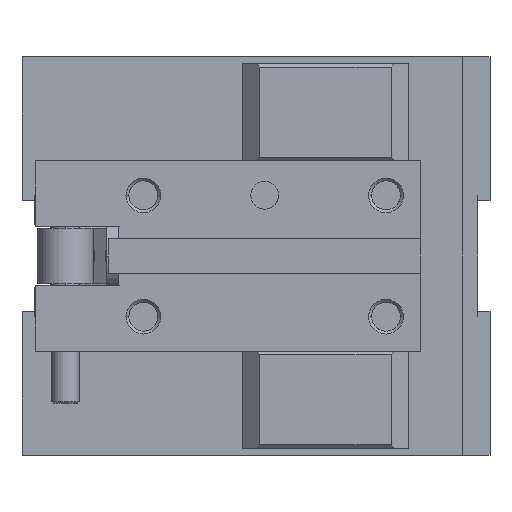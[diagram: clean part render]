
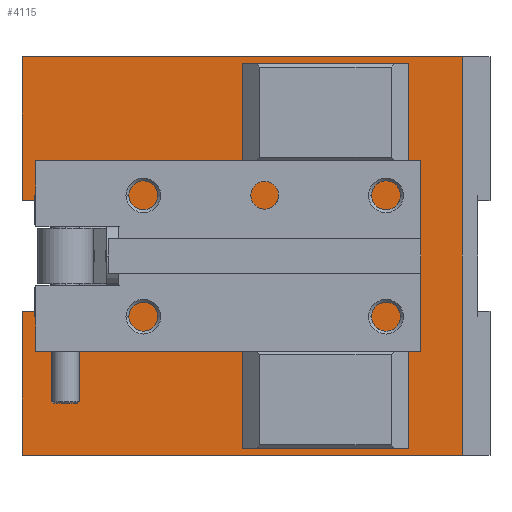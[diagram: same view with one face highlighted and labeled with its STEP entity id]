
A CAD part, left-side view. The second image highlights one B-rep face of the part: STEP entity #4115.
In plain terms, the highlighted planar face has unit normal (-1, 0, 0).
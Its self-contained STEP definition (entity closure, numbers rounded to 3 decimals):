
#2039 = VERTEX_POINT( '', #5620 );
#2055 = EDGE_CURVE( '', #2279, #3619, #5637, .T. );
#2077 = VERTEX_POINT( '', #5661 );
#2183 = EDGE_CURVE( '', #5255, #5151, #5778, .T. );
#2205 = EDGE_CURVE( '', #2387, #2279, #5802, .T. );
#2279 = VERTEX_POINT( '', #5883 );
#2317 = EDGE_CURVE( '', #4027, #4885, #5932, .T. );
#2387 = VERTEX_POINT( '', #6011 );
#2545 = EDGE_CURVE( '', #2039, #4123, #6198, .T. );
#2679 = EDGE_CURVE( '', #2915, #2077, #6342, .T. );
#2765 = EDGE_CURVE( '', #2915, #4873, #6432, .T. );
#2829 = EDGE_CURVE( '', #3671, #4151, #6511, .T. );
#2891 = VERTEX_POINT( '', #6582 );
#2915 = VERTEX_POINT( '', #6609 );
#3015 = VERTEX_POINT( '', #6720 );
#3139 = EDGE_CURVE( '', #2077, #3947, #6859, .T. );
#3299 = VERTEX_POINT( '', #7039 );
#3397 = EDGE_CURVE( '', #5131, #2891, #7151, .T. );
#3447 = EDGE_CURVE( '', #5131, #5359, #7204, .T. );
#3517 = EDGE_CURVE( '', #3299, #2039, #7280, .T. );
#3565 = EDGE_CURVE( '', #3015, #5359, #7337, .T. );
#3619 = VERTEX_POINT( '', #7396 );
#3671 = VERTEX_POINT( '', #7454 );
#3947 = VERTEX_POINT( '', #7749 );
#4027 = VERTEX_POINT( '', #7838 );
#4115 = ADVANCED_FACE( '', ( #7936, #7937, #7938 ), #7939, .T. );
#4123 = VERTEX_POINT( '', #7947 );
#4151 = VERTEX_POINT( '', #7977 );
#4345 = EDGE_CURVE( '', #4885, #5151, #8191, .T. );
#4529 = EDGE_CURVE( '', #4027, #5255, #8407, .T. );
#4745 = EDGE_CURVE( '', #4123, #2387, #8658, .T. );
#4805 = EDGE_CURVE( '', #3619, #3671, #8726, .T. );
#4845 = EDGE_CURVE( '', #2891, #3299, #8769, .T. );
#4867 = EDGE_CURVE( '', #4873, #3947, #8794, .T. );
#4873 = VERTEX_POINT( '', #8801 );
#4885 = VERTEX_POINT( '', #8814 );
#5131 = VERTEX_POINT( '', #9085 );
#5137 = EDGE_CURVE( '', #4151, #3015, #9091, .T. );
#5151 = VERTEX_POINT( '', #9108 );
#5255 = VERTEX_POINT( '', #9227 );
#5359 = VERTEX_POINT( '', #9340 );
#5620 = CARTESIAN_POINT( '', ( -50., 131.5, 9. ) );
#5637 = LINE( '', #9766, #9767 );
#5661 = CARTESIAN_POINT( '', ( -50., 23.5, -55.5 ) );
#5778 = LINE( '', #9965, #9966 );
#5802 = LINE( '', #10000, #10001 );
#5883 = CARTESIAN_POINT( '', ( -50., 131.5, -9. ) );
#5932 = LINE( '', #10216, #10217 );
#6011 = CARTESIAN_POINT( '', ( -50., 83., -9. ) );
#6198 = LINE( '', #10567, #10568 );
#6342 = LINE( '', #10787, #10788 );
#6432 = LINE( '', #10917, #10918 );
#6511 = LINE( '', #11042, #11043 );
#6582 = CARTESIAN_POINT( '', ( -50., 135., 16.008 ) );
#6609 = CARTESIAN_POINT( '', ( -50., 23.5, -27.5 ) );
#6720 = CARTESIAN_POINT( '', ( -50., 8.01, -57.5 ) );
#6859 = LINE( '', #11531, #11532 );
#7039 = CARTESIAN_POINT( '', ( -50., 131.5, 16.008 ) );
#7151 = LINE( '', #11948, #11949 );
#7204 = LINE( '', #12024, #12025 );
#7280 = LINE( '', #12128, #12129 );
#7337 = LINE( '', #12206, #12207 );
#7396 = CARTESIAN_POINT( '', ( -50., 131.5, -16.008 ) );
#7454 = CARTESIAN_POINT( '', ( -50., 135., -16.008 ) );
#7749 = CARTESIAN_POINT( '', ( -50., 71.5, -55.5 ) );
#7838 = CARTESIAN_POINT( '', ( -50., 23.5, 55.5 ) );
#7936 = FACE_OUTER_BOUND( '', #13058, .T. );
#7937 = FACE_BOUND( '', #13059, .T. );
#7938 = FACE_BOUND( '', #13060, .T. );
#7939 = PLANE( '', #13061 );
#7947 = CARTESIAN_POINT( '', ( -50., 83., 9. ) );
#7977 = CARTESIAN_POINT( '', ( -50., 135., -57.5 ) );
#8191 = LINE( '', #13408, #13409 );
#8407 = LINE( '', #13719, #13720 );
#8658 = LINE( '', #14052, #14053 );
#8726 = LINE( '', #14140, #14141 );
#8769 = LINE( '', #14201, #14202 );
#8794 = LINE( '', #14234, #14235 );
#8801 = CARTESIAN_POINT( '', ( -50., 71.5, -27.5 ) );
#8814 = CARTESIAN_POINT( '', ( -50., 71.5, 55.5 ) );
#9085 = CARTESIAN_POINT( '', ( -50., 135., 57.5 ) );
#9091 = LINE( '', #14663, #14664 );
#9108 = CARTESIAN_POINT( '', ( -50., 71.5, 27.5 ) );
#9227 = CARTESIAN_POINT( '', ( -50., 23.5, 27.5 ) );
#9340 = CARTESIAN_POINT( '', ( -50., 8.01, 57.5 ) );
#9766 = CARTESIAN_POINT( '', ( -50., 131.5, 28.75 ) );
#9767 = VECTOR( '', #15285, 1. );
#9965 = CARTESIAN_POINT( '', ( -50., 0., 27.5 ) );
#9966 = VECTOR( '', #15453, 1. );
#10000 = CARTESIAN_POINT( '', ( -50., 53.25, -9. ) );
#10001 = VECTOR( '', #15482, 1. );
#10216 = CARTESIAN_POINT( '', ( -50., 0., 55.5 ) );
#10217 = VECTOR( '', #15646, 1. );
#10567 = CARTESIAN_POINT( '', ( -50., 79.25, 9. ) );
#10568 = VECTOR( '', #15998, 1. );
#10787 = CARTESIAN_POINT( '', ( -50., 23.5, 57.5 ) );
#10788 = VECTOR( '', #16133, 1. );
#10917 = CARTESIAN_POINT( '', ( -50., 0., -27.5 ) );
#10918 = VECTOR( '', #16212, 1. );
#11042 = CARTESIAN_POINT( '', ( -50., 135., 57.5 ) );
#11043 = VECTOR( '', #16340, 1. );
#11531 = CARTESIAN_POINT( '', ( -50., 0., -55.5 ) );
#11532 = VECTOR( '', #16749, 1. );
#11948 = CARTESIAN_POINT( '', ( -50., 135., 57.5 ) );
#11949 = VECTOR( '', #17123, 1. );
#12024 = CARTESIAN_POINT( '', ( -50., 135., 57.5 ) );
#12025 = VECTOR( '', #17182, 1. );
#12128 = CARTESIAN_POINT( '', ( -50., 131.5, 28.75 ) );
#12129 = VECTOR( '', #17240, 1. );
#12206 = CARTESIAN_POINT( '', ( -50., 8.01, 28.75 ) );
#12207 = VECTOR( '', #17317, 1. );
#13058 = EDGE_LOOP( '', ( #17918, #17919, #17920, #17921, #17922, #17923, #17924, #17925, #17926, #17927, #17928, #17929 ) );
#13059 = EDGE_LOOP( '', ( #17930, #17931, #17932, #17933 ) );
#13060 = EDGE_LOOP( '', ( #17934, #17935, #17936, #17937 ) );
#13061 = AXIS2_PLACEMENT_3D( '', #17938, #17939, #17940 );
#13408 = CARTESIAN_POINT( '', ( -50., 71.5, 57.5 ) );
#13409 = VECTOR( '', #18210, 1. );
#13719 = CARTESIAN_POINT( '', ( -50., 23.5, 57.5 ) );
#13720 = VECTOR( '', #18488, 1. );
#14052 = CARTESIAN_POINT( '', ( -50., 83., 33.25 ) );
#14053 = VECTOR( '', #18819, 1. );
#14140 = CARTESIAN_POINT( '', ( -50., 133.25, -16.008 ) );
#14141 = VECTOR( '', #18909, 1. );
#14201 = CARTESIAN_POINT( '', ( -50., 133.25, 16.008 ) );
#14202 = VECTOR( '', #18960, 1. );
#14234 = CARTESIAN_POINT( '', ( -50., 71.5, 57.5 ) );
#14235 = VECTOR( '', #19002, 1. );
#14663 = CARTESIAN_POINT( '', ( -50., 23.5, -57.5 ) );
#14664 = VECTOR( '', #19322, 1. );
#15285 = DIRECTION( '', ( 0., 0., -1. ) );
#15453 = DIRECTION( '', ( 0., 1., 0. ) );
#15482 = DIRECTION( '', ( 0., 1., 0. ) );
#15646 = DIRECTION( '', ( 0., 1., 0. ) );
#15998 = DIRECTION( '', ( 0., -1., 0. ) );
#16133 = DIRECTION( '', ( 0., 0., -1. ) );
#16212 = DIRECTION( '', ( 0., 1., 0. ) );
#16340 = DIRECTION( '', ( 0., 0., -1. ) );
#16749 = DIRECTION( '', ( 0., 1., 0. ) );
#17123 = DIRECTION( '', ( 0., 0., -1. ) );
#17182 = DIRECTION( '', ( 0., -1., 0. ) );
#17240 = DIRECTION( '', ( 0., 0., -1. ) );
#17317 = DIRECTION( '', ( 0., 0., 1. ) );
#17918 = ORIENTED_EDGE( '', *, *, #3565, .T. );
#17919 = ORIENTED_EDGE( '', *, *, #3447, .F. );
#17920 = ORIENTED_EDGE( '', *, *, #3397, .T. );
#17921 = ORIENTED_EDGE( '', *, *, #4845, .T. );
#17922 = ORIENTED_EDGE( '', *, *, #3517, .T. );
#17923 = ORIENTED_EDGE( '', *, *, #2545, .T. );
#17924 = ORIENTED_EDGE( '', *, *, #4745, .T. );
#17925 = ORIENTED_EDGE( '', *, *, #2205, .T. );
#17926 = ORIENTED_EDGE( '', *, *, #2055, .T. );
#17927 = ORIENTED_EDGE( '', *, *, #4805, .T. );
#17928 = ORIENTED_EDGE( '', *, *, #2829, .T. );
#17929 = ORIENTED_EDGE( '', *, *, #5137, .T. );
#17930 = ORIENTED_EDGE( '', *, *, #2679, .T. );
#17931 = ORIENTED_EDGE( '', *, *, #3139, .T. );
#17932 = ORIENTED_EDGE( '', *, *, #4867, .F. );
#17933 = ORIENTED_EDGE( '', *, *, #2765, .F. );
#17934 = ORIENTED_EDGE( '', *, *, #4529, .T. );
#17935 = ORIENTED_EDGE( '', *, *, #2183, .T. );
#17936 = ORIENTED_EDGE( '', *, *, #4345, .F. );
#17937 = ORIENTED_EDGE( '', *, *, #2317, .F. );
#17938 = CARTESIAN_POINT( '', ( -50., 23.5, 57.5 ) );
#17939 = DIRECTION( '', ( -1., 0., 0. ) );
#17940 = DIRECTION( '', ( 0., 1., 0. ) );
#18210 = DIRECTION( '', ( 0., 0., -1. ) );
#18488 = DIRECTION( '', ( 0., 0., -1. ) );
#18819 = DIRECTION( '', ( 0., 0., -1. ) );
#18909 = DIRECTION( '', ( 0., 1., 0. ) );
#18960 = DIRECTION( '', ( 0., -1., 0. ) );
#19002 = DIRECTION( '', ( 0., 0., -1. ) );
#19322 = DIRECTION( '', ( 0., -1., 0. ) );
